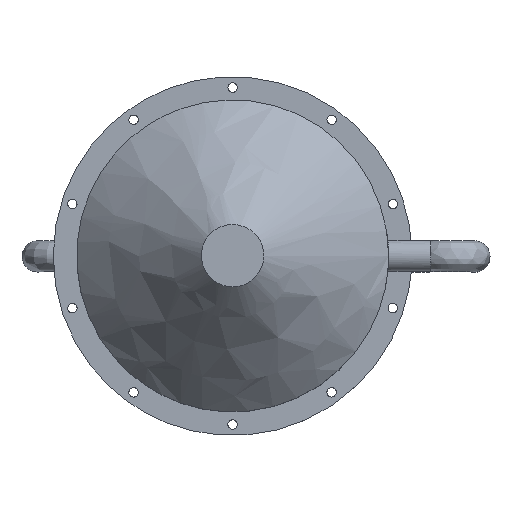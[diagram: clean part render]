
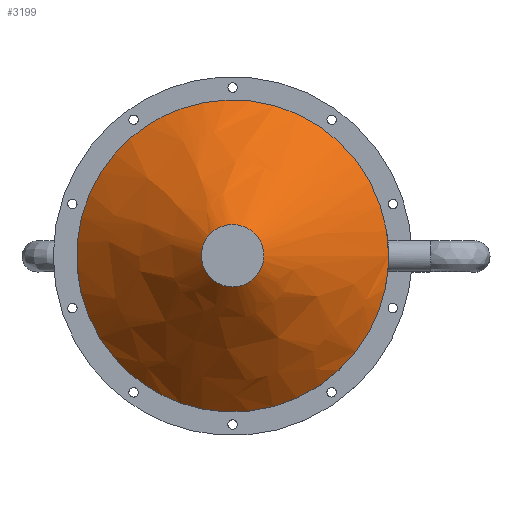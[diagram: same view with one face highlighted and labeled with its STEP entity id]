
A CAD part, top view. The second image highlights one B-rep face of the part: STEP entity #3199.
In plain terms, the highlighted free-form (B-spline) face has degree [2, 1] with [9, 2] control points.
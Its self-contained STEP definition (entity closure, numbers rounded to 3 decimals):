
#2996 = VERTEX_POINT('',#2997);
#2997 = CARTESIAN_POINT('',(95.87,0.,
    306.783));
#3002 = EDGE_CURVE('',#2996,#2996,#3003,.T.);
#3003 = ( BOUNDED_CURVE() B_SPLINE_CURVE(2,(#3004,#3005,#3006,#3007,
#3008,#3009,#3010),.UNSPECIFIED.,.T.,.F.) B_SPLINE_CURVE_WITH_KNOTS((1,2
    ,2,2,2,1),(-2.094,0.,2.094,4.189,
6.283,8.378),.UNSPECIFIED.) CURVE() 
GEOMETRIC_REPRESENTATION_ITEM() RATIONAL_B_SPLINE_CURVE((1.,0.5,1.,0.5,
1.,0.5,1.)) REPRESENTATION_ITEM('') );
#3004 = CARTESIAN_POINT('',(95.87,0.,
    306.783));
#3005 = CARTESIAN_POINT('',(95.87,166.051,
    306.783));
#3006 = CARTESIAN_POINT('',(-47.935,83.026,
    306.783));
#3007 = CARTESIAN_POINT('',(-191.739,0.,
    306.783));
#3008 = CARTESIAN_POINT('',(-47.935,-83.026,
    306.783));
#3009 = CARTESIAN_POINT('',(95.87,-166.051,
    306.783));
#3010 = CARTESIAN_POINT('',(95.87,0.,
    306.783));
#3183 = EDGE_CURVE('',#3184,#3184,#3186,.T.);
#3184 = VERTEX_POINT('',#3185);
#3185 = CARTESIAN_POINT('',(19.174,0.,
    383.479));
#3186 = ( BOUNDED_CURVE() B_SPLINE_CURVE(2,(#3187,#3188,#3189,#3190,
#3191,#3192,#3193),.UNSPECIFIED.,.T.,.F.) B_SPLINE_CURVE_WITH_KNOTS((1,2
    ,2,2,2,1),(-2.094,0.,2.094,4.189,
6.283,8.378),.UNSPECIFIED.) CURVE() 
GEOMETRIC_REPRESENTATION_ITEM() RATIONAL_B_SPLINE_CURVE((1.,0.5,1.,0.5,
1.,0.5,1.)) REPRESENTATION_ITEM('') );
#3187 = CARTESIAN_POINT('',(19.174,0.,
    383.479));
#3188 = CARTESIAN_POINT('',(19.174,33.21,
    383.479));
#3189 = CARTESIAN_POINT('',(-9.587,16.605,
    383.479));
#3190 = CARTESIAN_POINT('',(-38.348,0.,
    383.479));
#3191 = CARTESIAN_POINT('',(-9.587,-16.605,
    383.479));
#3192 = CARTESIAN_POINT('',(19.174,-33.21,
    383.479));
#3193 = CARTESIAN_POINT('',(19.174,0.,
    383.479));
#3199 = ADVANCED_FACE('',(#3200),#3210,.T.);
#3200 = FACE_BOUND('',#3201,.T.);
#3201 = EDGE_LOOP('',(#3202,#3203,#3208,#3209));
#3202 = ORIENTED_EDGE('',*,*,#3002,.T.);
#3203 = ORIENTED_EDGE('',*,*,#3204,.F.);
#3204 = EDGE_CURVE('',#3184,#2996,#3205,.T.);
#3205 = B_SPLINE_CURVE_WITH_KNOTS('',1,(#3206,#3207),.UNSPECIFIED.,.F.,
  .F.,(2,2),(0.,113.137),.PIECEWISE_BEZIER_KNOTS.);
#3206 = CARTESIAN_POINT('',(19.174,0.,
    383.479));
#3207 = CARTESIAN_POINT('',(95.87,0.,
    306.783));
#3208 = ORIENTED_EDGE('',*,*,#3183,.F.);
#3209 = ORIENTED_EDGE('',*,*,#3204,.T.);
#3210 = ( BOUNDED_SURFACE() B_SPLINE_SURFACE(2,1,(
    (#3211,#3212)
    ,(#3213,#3214)
    ,(#3215,#3216)
    ,(#3217,#3218)
    ,(#3219,#3220)
    ,(#3221,#3222)
    ,(#3223,#3224)
    ,(#3225,#3226)
    ,(#3227,#3228
)),.UNSPECIFIED.,.T.,.F.,.F.) B_SPLINE_SURFACE_WITH_KNOTS((3,2,2,2,3),(2
    ,2),(3.142,4.189,6.283,8.378,
    9.425),(0.,113.137),.UNSPECIFIED.) 
GEOMETRIC_REPRESENTATION_ITEM() RATIONAL_B_SPLINE_SURFACE((
    (0.75,0.75)
    ,(0.75,0.75)
    ,(1.,1.)
    ,(0.5,0.5)
    ,(1.,1.)
    ,(0.5,0.5)
    ,(1.,1.)
    ,(0.75,0.75)
,(0.75,0.75))) REPRESENTATION_ITEM('') SURFACE() );
#3211 = CARTESIAN_POINT('',(19.174,0.,
    383.479));
#3212 = CARTESIAN_POINT('',(95.87,0.,
    306.783));
#3213 = CARTESIAN_POINT('',(19.174,-11.07,
    383.479));
#3214 = CARTESIAN_POINT('',(95.87,-55.35,
    306.783));
#3215 = CARTESIAN_POINT('',(9.587,-16.605,
    383.479));
#3216 = CARTESIAN_POINT('',(47.935,-83.026,
    306.783));
#3217 = CARTESIAN_POINT('',(-19.174,-33.21,
    383.479));
#3218 = CARTESIAN_POINT('',(-95.87,-166.051,
    306.783));
#3219 = CARTESIAN_POINT('',(-19.174,0.,
    383.479));
#3220 = CARTESIAN_POINT('',(-95.87,0.,
    306.783));
#3221 = CARTESIAN_POINT('',(-19.174,33.21,
    383.479));
#3222 = CARTESIAN_POINT('',(-95.87,166.051,
    306.783));
#3223 = CARTESIAN_POINT('',(9.587,16.605,
    383.479));
#3224 = CARTESIAN_POINT('',(47.935,83.026,
    306.783));
#3225 = CARTESIAN_POINT('',(19.174,11.07,
    383.479));
#3226 = CARTESIAN_POINT('',(95.87,55.35,
    306.783));
#3227 = CARTESIAN_POINT('',(19.174,0.,
    383.479));
#3228 = CARTESIAN_POINT('',(95.87,0.,
    306.783));
